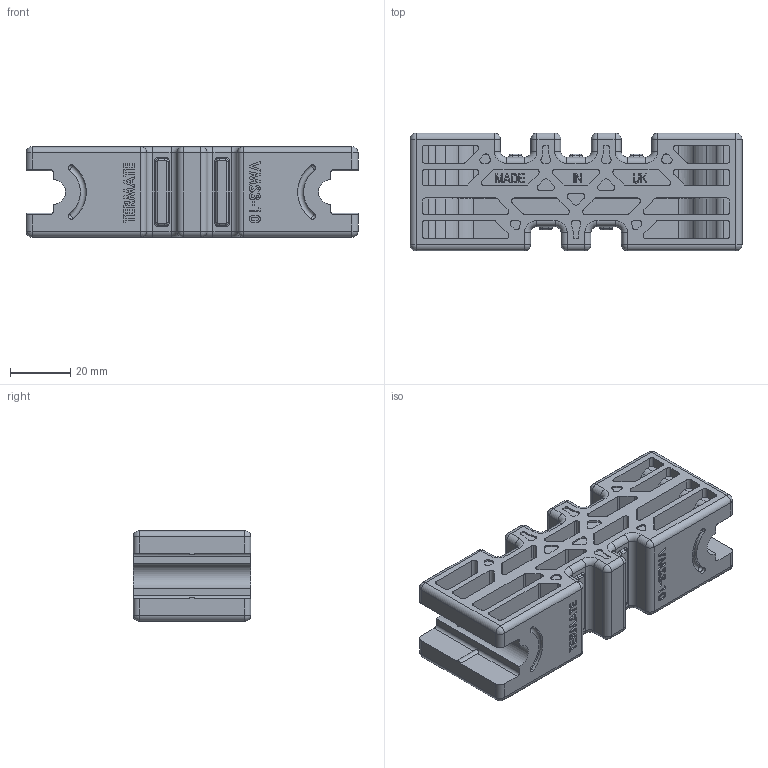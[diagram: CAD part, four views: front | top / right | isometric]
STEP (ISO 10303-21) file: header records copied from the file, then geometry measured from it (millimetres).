
FILE_DESCRIPTION(/* description */ (''),/* implementation_level */ '2;1');
FILE_NAME(/* name */ 'VMS3-10.step',/* time_stamp */ '2020-04-27T09:53:18+01:00',/* author */ (''),/* organization */ (''),/* preprocessor_version */ 'ST-DEVELOPER v18.1',/* originating_system */ 'Autodesk Translation Framework v9.2.0.1227',/* authorisation */ '');
FILE_SCHEMA (('AUTOMOTIVE_DESIGN { 1 0 10303 214 3 1 1 }'));
Length unit declared in the file: millimetre
Products named in the file (1): VMS3-10
Bounding box: 110 x 39 x 30 mm (x, y, z)
Volume: 74184.8 mm3; surface area: 33564.2 mm2
Topology: 1 solids, 1 shells, 1212 faces, 3193 edges, 2050 vertices
Faces by surface type: plane 608, cylinder 408, bspline 116, torus 44, sphere 36
Entity records: 42434 total; most frequent: CARTESIAN_POINT 12564, ORIENTED_EDGE 6322, DIRECTION 6059, EDGE_CURVE 3161, VERTEX_POINT 2050, LINE 2049, VECTOR 2049, AXIS2_PLACEMENT_3D 2005
